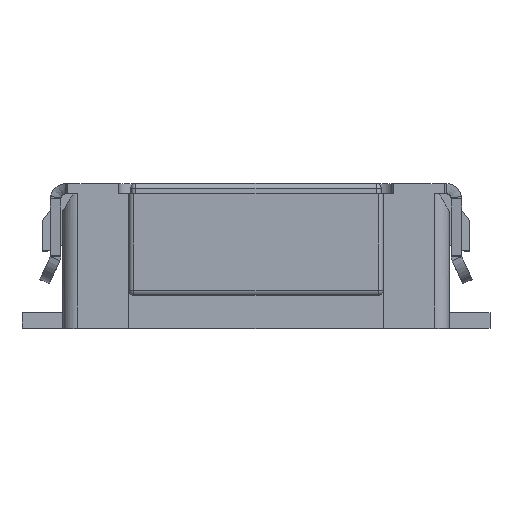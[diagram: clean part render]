
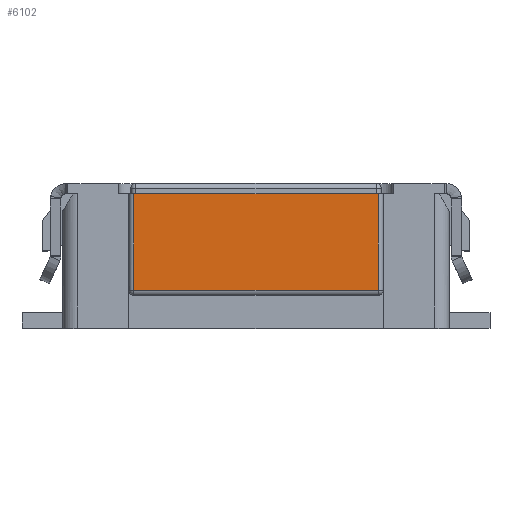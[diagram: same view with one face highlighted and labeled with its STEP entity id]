
A CAD part, top view. The second image highlights one B-rep face of the part: STEP entity #6102.
In plain terms, the highlighted planar face has unit normal (0, -0.018, 1).
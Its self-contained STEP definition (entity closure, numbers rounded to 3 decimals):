
#4121 = VERTEX_POINT('',#4122);
#4122 = CARTESIAN_POINT('',(-1.2,1.32,2.15));
#4130 = EDGE_CURVE('',#4121,#4131,#4133,.T.);
#4131 = VERTEX_POINT('',#4132);
#4132 = CARTESIAN_POINT('',(1.2,1.32,2.15));
#4133 = LINE('',#4134,#4135);
#4134 = CARTESIAN_POINT('',(-1.2,1.32,2.15));
#4135 = VECTOR('',#4136,1.);
#4136 = DIRECTION('',(1.,0.,0.));
#4286 = EDGE_CURVE('',#4131,#4287,#4289,.T.);
#4287 = VERTEX_POINT('',#4288);
#4288 = CARTESIAN_POINT('',(1.2,0.369,2.133));
#4289 = LINE('',#4290,#4291);
#4290 = CARTESIAN_POINT('',(1.2,1.32,2.15));
#4291 = VECTOR('',#4292,1.);
#4292 = DIRECTION('',(0.,-1.,-0.017));
#4548 = VERTEX_POINT('',#4549);
#4549 = CARTESIAN_POINT('',(-1.2,0.369,2.133));
#4556 = EDGE_CURVE('',#4121,#4548,#4557,.T.);
#4557 = LINE('',#4558,#4559);
#4558 = CARTESIAN_POINT('',(-1.2,1.32,2.15));
#4559 = VECTOR('',#4560,1.);
#4560 = DIRECTION('',(0.,-1.,-0.017));
#6102 = ADVANCED_FACE('',(#6103),#6114,.T.);
#6103 = FACE_BOUND('',#6104,.T.);
#6104 = EDGE_LOOP('',(#6105,#6106,#6107,#6108));
#6105 = ORIENTED_EDGE('',*,*,#4286,.F.);
#6106 = ORIENTED_EDGE('',*,*,#4130,.F.);
#6107 = ORIENTED_EDGE('',*,*,#4556,.T.);
#6108 = ORIENTED_EDGE('',*,*,#6109,.F.);
#6109 = EDGE_CURVE('',#4287,#4548,#6110,.T.);
#6110 = LINE('',#6111,#6112);
#6111 = CARTESIAN_POINT('',(1.2,0.369,2.133));
#6112 = VECTOR('',#6113,1.);
#6113 = DIRECTION('',(-1.,0.,0.));
#6114 = PLANE('',#6115);
#6115 = AXIS2_PLACEMENT_3D('',#6116,#6117,#6118);
#6116 = CARTESIAN_POINT('',(-1.3,1.32,2.15));
#6117 = DIRECTION('',(0.,-0.017,1.));
#6118 = DIRECTION('',(-1.,0.,0.));
